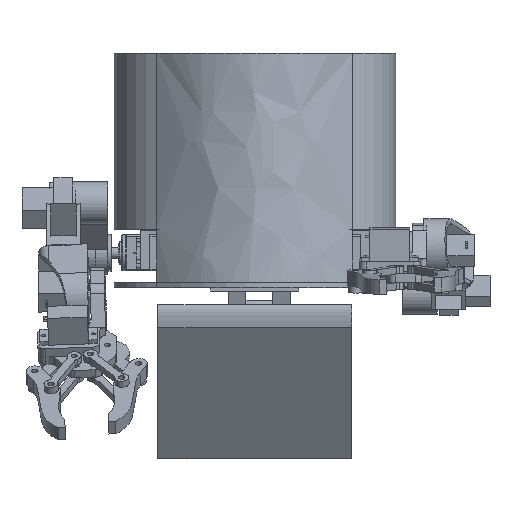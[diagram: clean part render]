
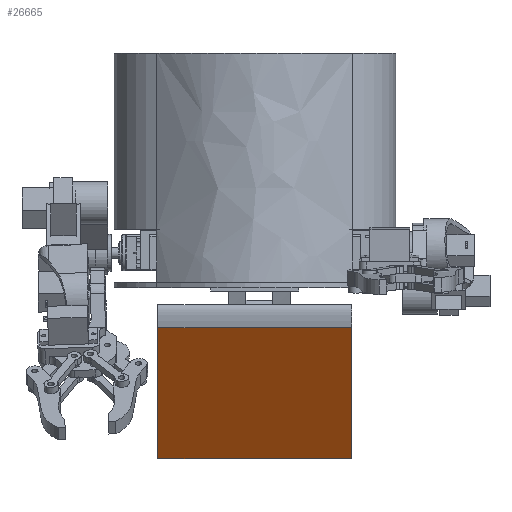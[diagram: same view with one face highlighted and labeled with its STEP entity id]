
A CAD part, front view. The second image highlights one B-rep face of the part: STEP entity #26665.
In plain terms, the highlighted face is planar.
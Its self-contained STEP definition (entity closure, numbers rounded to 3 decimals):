
#1322=PLANE('',#28757);
#2243=FACE_OUTER_BOUND('',#3857,.T.);
#3857=EDGE_LOOP('',(#18702,#18703,#18704,#18705));
#5874=LINE('',#41361,#8293);
#5875=LINE('',#41364,#8294);
#5876=LINE('',#41366,#8295);
#5877=LINE('',#41367,#8296);
#8293=VECTOR('',#32074,10.);
#8294=VECTOR('',#32077,10.);
#8295=VECTOR('',#32078,10.);
#8296=VECTOR('',#32079,10.);
#11953=VERTEX_POINT('',#41357);
#11954=VERTEX_POINT('',#41359);
#11955=VERTEX_POINT('',#41363);
#11956=VERTEX_POINT('',#41365);
#14568=EDGE_CURVE('',#11953,#11954,#5874,.T.);
#14569=EDGE_CURVE('',#11953,#11955,#5875,.T.);
#14570=EDGE_CURVE('',#11956,#11954,#5876,.T.);
#14571=EDGE_CURVE('',#11955,#11956,#5877,.T.);
#18702=ORIENTED_EDGE('',*,*,#14569,.F.);
#18703=ORIENTED_EDGE('',*,*,#14568,.T.);
#18704=ORIENTED_EDGE('',*,*,#14570,.F.);
#18705=ORIENTED_EDGE('',*,*,#14571,.F.);
#26665=ADVANCED_FACE('',(#2243),#1322,.T.);
#28757=AXIS2_PLACEMENT_3D('',#41362,#32075,#32076);
#32074=DIRECTION('',(0.,1.,0.));
#32075=DIRECTION('center_axis',(1.,0.,0.));
#32076=DIRECTION('ref_axis',(0.,0.,-1.));
#32077=DIRECTION('',(0.,0.,1.));
#32078=DIRECTION('',(0.,0.,-1.));
#32079=DIRECTION('',(0.,1.,0.));
#41357=CARTESIAN_POINT('',(2.,0.,0.));
#41359=CARTESIAN_POINT('',(2.,110.,0.));
#41361=CARTESIAN_POINT('',(2.,0.,0.));
#41362=CARTESIAN_POINT('Origin',(2.,0.,100.));
#41363=CARTESIAN_POINT('',(2.,0.,100.));
#41364=CARTESIAN_POINT('',(2.,0.,0.));
#41365=CARTESIAN_POINT('',(2.,110.,100.));
#41366=CARTESIAN_POINT('',(2.,110.,0.));
#41367=CARTESIAN_POINT('',(2.,0.,100.));
